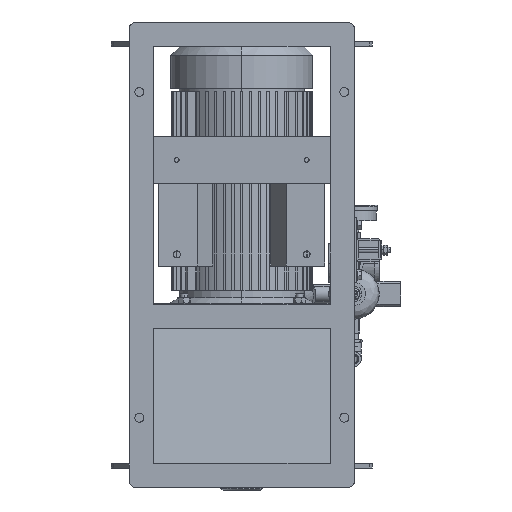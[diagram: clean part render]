
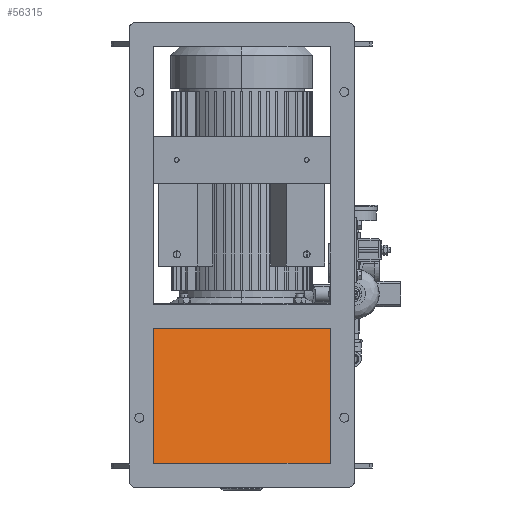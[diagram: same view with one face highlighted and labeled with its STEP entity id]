
A CAD part, front view. The second image highlights one B-rep face of the part: STEP entity #56315.
In plain terms, the highlighted planar face has unit normal (0, -0.982, 0.187).
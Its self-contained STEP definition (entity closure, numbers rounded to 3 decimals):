
#415 = EDGE_CURVE ( 'NONE', #85896, #88625, #20597, .T. ) ;
#6265 = CARTESIAN_POINT ( 'NONE',  ( 190., -283.965, -97.437 ) ) ;
#9922 = EDGE_CURVE ( 'NONE', #32675, #88625, #21116, .T. ) ;
#10127 = DIRECTION ( 'NONE',  ( 0., -0.187, -0.982 ) ) ;
#16597 = VECTOR ( 'NONE', #41681, 1000. ) ;
#19850 = EDGE_CURVE ( 'NONE', #51796, #32675, #22296, .T. ) ;
#20597 = LINE ( 'NONE', #81093, #61728 ) ;
#21116 = LINE ( 'NONE', #27954, #111520 ) ;
#21896 = CARTESIAN_POINT ( 'NONE',  ( 190., -283.965, -97.437 ) ) ;
#21979 = CARTESIAN_POINT ( 'NONE',  ( -190., -228.965, 192. ) ) ;
#22046 = VECTOR ( 'NONE', #102090, 1000. ) ;
#22296 = LINE ( 'NONE', #22655, #16597 ) ;
#22655 = CARTESIAN_POINT ( 'NONE',  ( 190., -228.965, 192. ) ) ;
#23206 = CARTESIAN_POINT ( 'NONE',  ( 190., -283.965, -97.437 ) ) ;
#23292 = EDGE_LOOP ( 'NONE', ( #83142, #30831, #31237, #81377 ) ) ;
#24002 = FACE_OUTER_BOUND ( 'NONE', #23292, .T. ) ;
#25558 = CARTESIAN_POINT ( 'NONE',  ( 190., -228.965, 192. ) ) ;
#27954 = CARTESIAN_POINT ( 'NONE',  ( -190., -283.965, -97.437 ) ) ;
#30831 = ORIENTED_EDGE ( 'NONE', *, *, #9922, .T. ) ;
#31237 = ORIENTED_EDGE ( 'NONE', *, *, #415, .F. ) ;
#32675 = VERTEX_POINT ( 'NONE', #21979 ) ;
#41681 = DIRECTION ( 'NONE',  ( -1., 0., 0. ) ) ;
#51796 = VERTEX_POINT ( 'NONE', #25558 ) ;
#56315 = ADVANCED_FACE ( 'NONE', ( #24002 ), #60898, .F. ) ;
#60898 = PLANE ( 'NONE',  #92319 ) ;
#61728 = VECTOR ( 'NONE', #63381, 1000. ) ;
#63381 = DIRECTION ( 'NONE',  ( -1., 0., 0. ) ) ;
#78242 = DIRECTION ( 'NONE',  ( 0., 0.982, -0.187 ) ) ;
#81093 = CARTESIAN_POINT ( 'NONE',  ( 190., -283.965, -97.437 ) ) ;
#81377 = ORIENTED_EDGE ( 'NONE', *, *, #105043, .F. ) ;
#83142 = ORIENTED_EDGE ( 'NONE', *, *, #19850, .T. ) ;
#85896 = VERTEX_POINT ( 'NONE', #23206 ) ;
#88384 = CARTESIAN_POINT ( 'NONE',  ( -190., -283.965, -97.437 ) ) ;
#88625 = VERTEX_POINT ( 'NONE', #88384 ) ;
#92319 = AXIS2_PLACEMENT_3D ( 'NONE', #6265, #78242, #96004 ) ;
#96004 = DIRECTION ( 'NONE',  ( 0., 0.187, 0.982 ) ) ;
#102090 = DIRECTION ( 'NONE',  ( 0., -0.187, -0.982 ) ) ;
#105043 = EDGE_CURVE ( 'NONE', #51796, #85896, #116713, .T. ) ;
#111520 = VECTOR ( 'NONE', #10127, 1000. ) ;
#116713 = LINE ( 'NONE', #21896, #22046 ) ;
